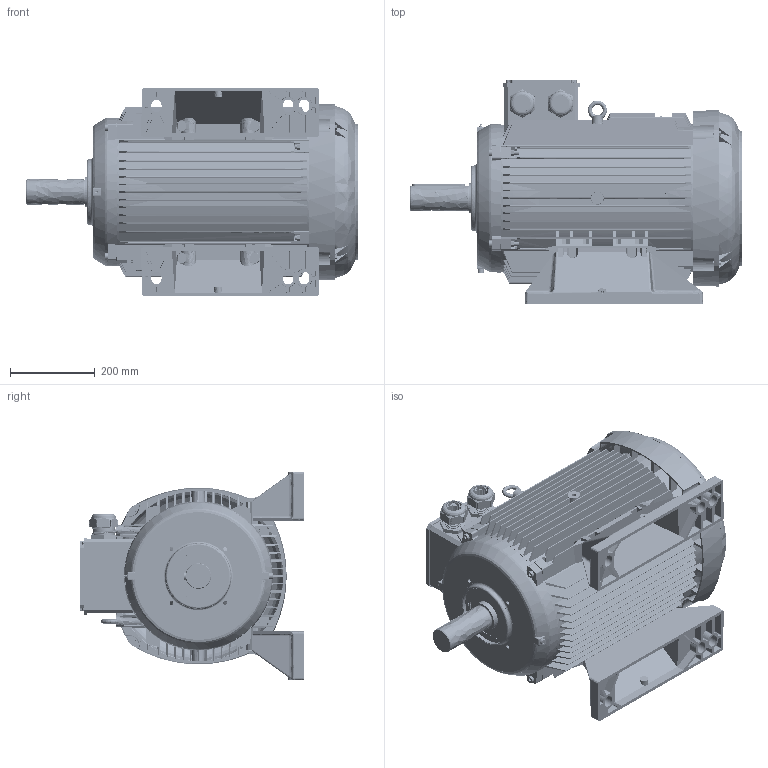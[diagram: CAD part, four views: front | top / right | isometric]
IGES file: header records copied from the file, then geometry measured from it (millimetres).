
Global section: file name: QU250_B3_2_POLE.igs; native system: NX V7.5; preprocessor: SIEMENS PLM Software NX 7.5; date: 20150105.171200; units: millimetre
Bounding box: 784 x 530 x 492.01 mm (x, y, z)
Surface area: 5011746.4 mm2 (no closed solid volume)
Topology: 0 solids, 0 shells, 8115 faces, 63800 edges, 63341 vertices
Faces by surface type: bspline 8115
